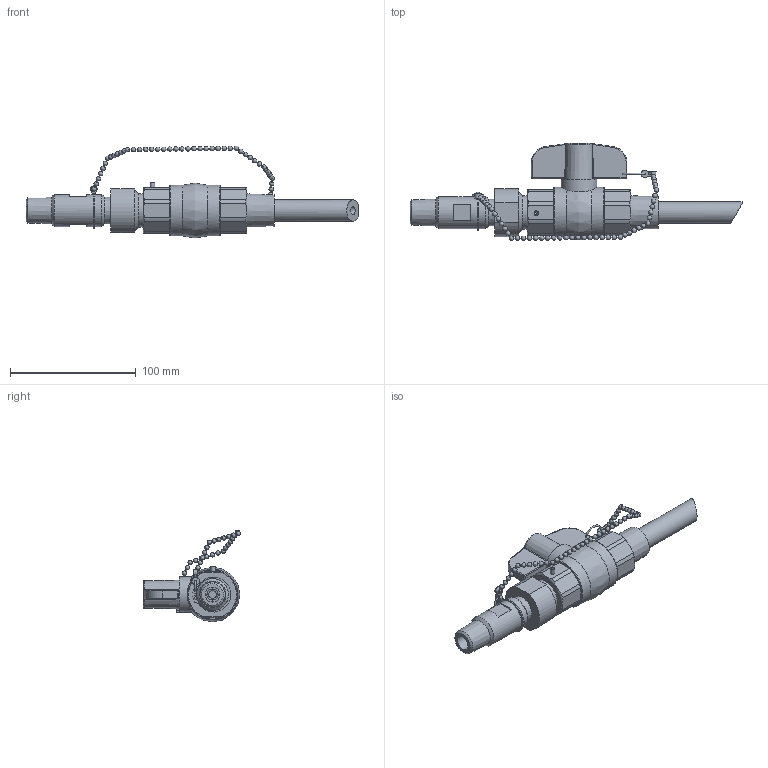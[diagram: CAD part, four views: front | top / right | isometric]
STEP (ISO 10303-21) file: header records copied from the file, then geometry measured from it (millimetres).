
FILE_DESCRIPTION((''),'2;1');
FILE_NAME('CCS-56-PVC-25_R0.stp','2017-08-01T10:27:30',('salesdesk5'),(''),'Autodesk Inventor 2009','Autodesk Inventor 2009','');
FILE_SCHEMA(('AUTOMOTIVE_DESIGN { 1 0 10303 214 1 1 1 1 }'));
Length unit declared in the file: inch
Products named in the file (1): CCS-56-PVC-25_R0
Bounding box: 263.65 x 77.16 x 72.99 mm (x, y, z)
Volume: 197791.6 mm3; surface area: 42040.4 mm2
Topology: 1 solids, 3 shells, 382 faces, 937 edges, 571 vertices
Faces by surface type: bspline 125, plane 115, cylinder 59, sphere 53, cone 16, torus 14
Full cylindrical faces by diameter (mm): 2 x1, 3.81 x2, 6.35 x2, 11.906 x1, 14.173 x1, 14.224 x1, 14.3 x1, 17.145 x1, 24.638 x1, 25.4 x2, 28.194 x1, 40.259 x2
Entity records: 13794 total; most frequent: CARTESIAN_POINT 5889, ORIENTED_EDGE 1506, DIRECTION 1479, EDGE_CURVE 753, AXIS2_PLACEMENT_3D 596, EDGE_LOOP 552, VERTEX_POINT 531, FACE_OUTER_BOUND 382
